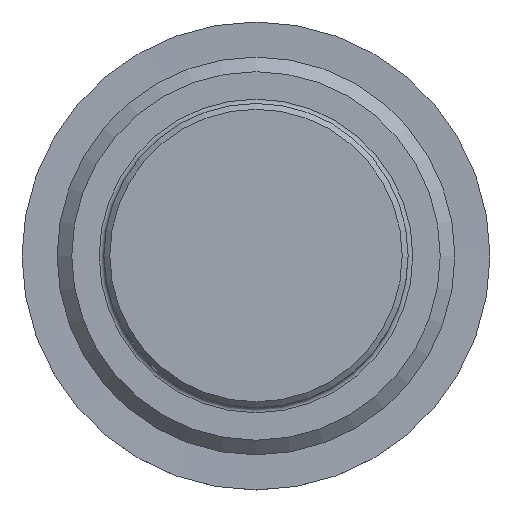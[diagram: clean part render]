
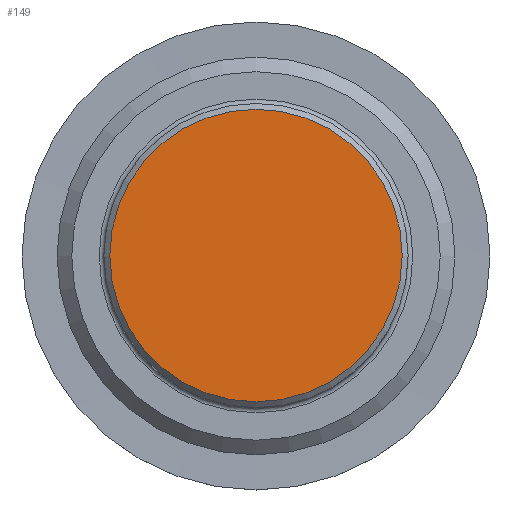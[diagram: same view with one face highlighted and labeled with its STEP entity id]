
A CAD part, top view. The second image highlights one B-rep face of the part: STEP entity #149.
In plain terms, the highlighted planar face has unit normal (0, 0, 1).
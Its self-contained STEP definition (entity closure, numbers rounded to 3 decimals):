
#149=ADVANCED_FACE('',(#165),#162,.F.);
#162=PLANE('',#254);
#165=FACE_OUTER_BOUND('',#167,.T.);
#167=EDGE_LOOP('',(#191));
#191=ORIENTED_EDGE('',*,*,#227,.T.);
#215=VERTEX_POINT('',#333);
#227=EDGE_CURVE('',#215,#215,#239,.T.);
#239=CIRCLE('',#253,25.);
#253=AXIS2_PLACEMENT_3D('',#332,#282,#283);
#254=AXIS2_PLACEMENT_3D('',#334,#284,#285);
#282=DIRECTION('',(0.,0.,1.));
#283=DIRECTION('',(1.,0.,0.));
#284=DIRECTION('',(0.,0.,-1.));
#285=DIRECTION('',(1.,0.,0.));
#332=CARTESIAN_POINT('',(0.,0.,0.));
#333=CARTESIAN_POINT('',(25.,0.,0.));
#334=CARTESIAN_POINT('',(0.,0.,0.));
